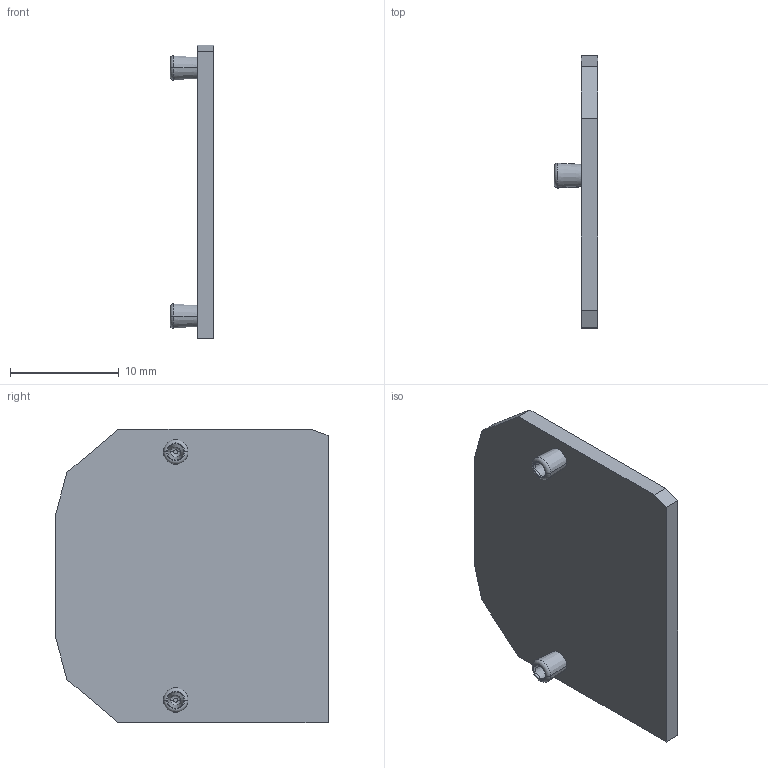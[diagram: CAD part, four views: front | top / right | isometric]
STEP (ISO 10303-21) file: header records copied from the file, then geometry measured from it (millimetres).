
FILE_DESCRIPTION((''),'2;1');
FILE_NAME('RK1540AP_KOMBI_35_STEP','2012-05-14T',('Neumann'),(''),'PRO/ENGINEER BY PARAMETRIC TECHNOLOGY CORPORATION, 2007390','PRO/ENGINEER BY PARAMETRIC TECHNOLOGY CORPORATION, 2007390','');
FILE_SCHEMA(('CONFIG_CONTROL_DESIGN'));
Length unit declared in the file: millimetre
Products named in the file (1): RK1540AP_KOMBI_35_STEP
Bounding box: 4 x 25 x 27 mm (x, y, z)
Volume: 966.8 mm3; surface area: 1487.6 mm2
Topology: 1 solids, 1 shells, 40 faces, 87 edges, 54 vertices
Faces by surface type: plane 20, cone 8, bspline 4, cylinder 4, torus 4
Entity records: 1173 total; most frequent: CARTESIAN_POINT 241, DIRECTION 195, ORIENTED_EDGE 174, EDGE_CURVE 87, AXIS2_PLACEMENT_3D 72, VERTEX_POINT 54, VECTOR 51, LINE 51
